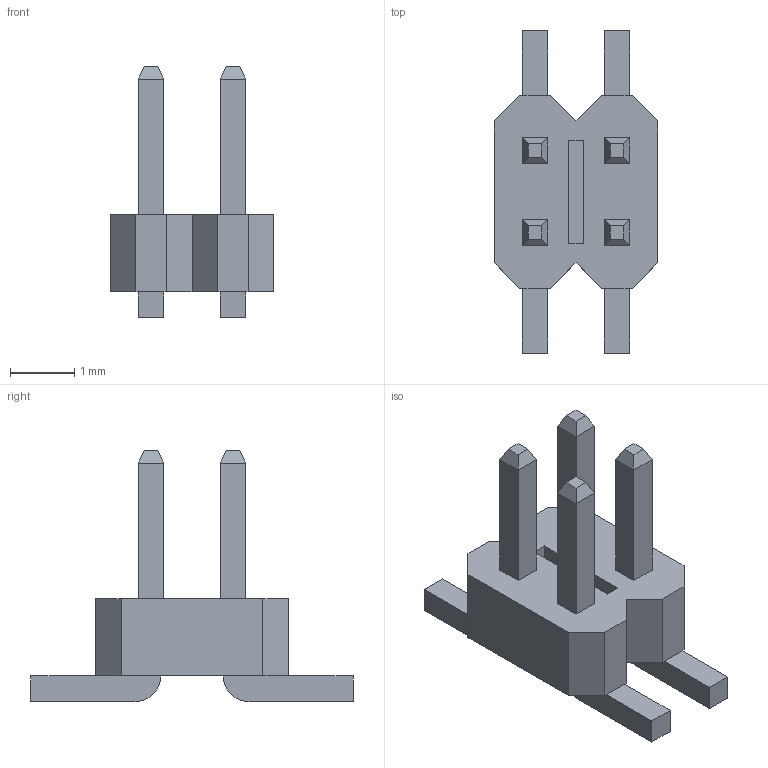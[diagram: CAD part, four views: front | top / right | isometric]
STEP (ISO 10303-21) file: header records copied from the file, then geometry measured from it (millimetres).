
FILE_DESCRIPTION (( 'STEP AP214' ), '1' );
FILE_NAME ('User Library-PLLD1.27-xx-S.STEP', '2022-04-30T10:58:04', ( '' ), ( '' ), 'SwSTEP 2.0', 'SolidWorks 2021', '' );
FILE_SCHEMA (( 'AUTOMOTIVE_DESIGN' ));
Length unit declared in the file: millimetre
Products named in the file (1): User Library-PLLD1.27-xx-S
Bounding box: 2.54 x 5 x 3.9 mm (x, y, z)
Volume: 10.9 mm3; surface area: 52.3 mm2
Topology: 1 solids, 1 shells, 81 faces, 198 edges, 124 vertices
Faces by surface type: plane 77, cylinder 4
Entity records: 3233 total; most frequent: CARTESIAN_POINT 404, ORIENTED_EDGE 396, DIRECTION 370, EDGE_CURVE 198, VECTOR 190, LINE 190, VERTEX_POINT 124, AXIS2_PLACEMENT_3D 90
